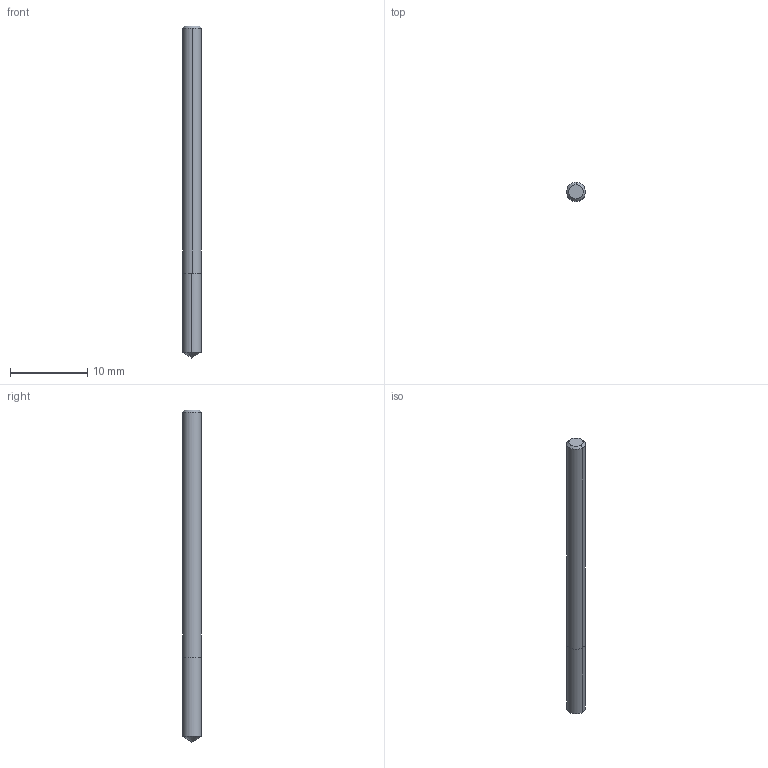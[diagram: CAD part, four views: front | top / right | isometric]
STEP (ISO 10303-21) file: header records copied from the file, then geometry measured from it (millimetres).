
FILE_DESCRIPTION (( 'STEP AP203' ), '1' );
FILE_NAME ('54532.step', '2021-09-03T07:49:16', ( '' ), ( '' ), 'SwSTEP 2.0', 'SolidWorks 2019', '' );
FILE_SCHEMA (( 'CONFIG_CONTROL_DESIGN' ));
Length unit declared in the file: millimetre
Products named in the file (1): 54532
Bounding box: 2.45 x 2.45 x 43 mm (x, y, z)
Volume: 200.1 mm3; surface area: 343.5 mm2
Topology: 2 solids, 2 shells, 11 faces, 20 edges, 11 vertices
Faces by surface type: cone 4, cylinder 4, plane 3
Entity records: 333 total; most frequent: DIRECTION 52, CARTESIAN_POINT 41, ORIENTED_EDGE 36, AXIS2_PLACEMENT_3D 22, EDGE_CURVE 18, FACE_OUTER_BOUND 11, VERTEX_POINT 11, EDGE_LOOP 11
